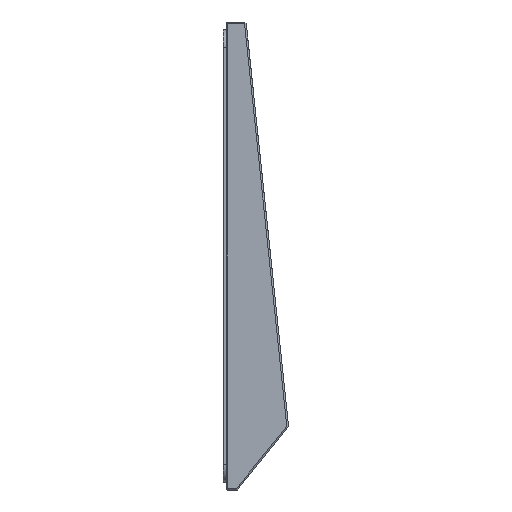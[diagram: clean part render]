
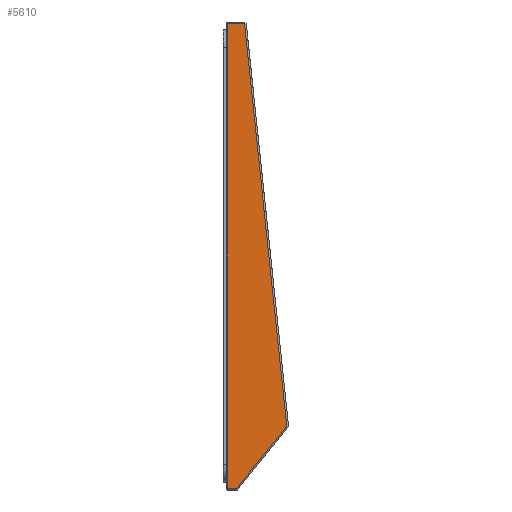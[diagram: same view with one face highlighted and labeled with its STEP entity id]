
A CAD part, left-side view. The second image highlights one B-rep face of the part: STEP entity #5610.
In plain terms, the highlighted planar face has unit normal (-1, 0, 0).
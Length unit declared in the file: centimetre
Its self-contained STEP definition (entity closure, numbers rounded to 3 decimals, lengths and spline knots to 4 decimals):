
#110 = EDGE_CURVE ( 'NONE', #2404, #6051, #5560, .T. ) ;
#168 = VECTOR ( 'NONE', #4461, 100. ) ;
#427 = CARTESIAN_POINT ( 'NONE',  ( 0., 0.0519, -11.464 ) ) ;
#811 = CARTESIAN_POINT ( 'NONE',  ( 0., 1.85, -13.22 ) ) ;
#1033 = VECTOR ( 'NONE', #5068, 100. ) ;
#1126 = CARTESIAN_POINT ( 'NONE',  ( 0., 1.85, 0. ) ) ;
#1271 = CARTESIAN_POINT ( 'NONE',  ( 0., 1.4738, -13.22 ) ) ;
#1274 = DIRECTION ( 'NONE',  ( 0., 0.105, 0.995 ) ) ;
#1293 = DIRECTION ( 'NONE',  ( 1., 0., 0. ) ) ;
#1601 = FACE_OUTER_BOUND ( 'NONE', #1875, .T. ) ;
#1751 = CARTESIAN_POINT ( 'NONE',  ( 0., 1.85, -0.05 ) ) ;
#1782 = DIRECTION ( 'NONE',  ( 0., 1., 0. ) ) ;
#1851 = VERTEX_POINT ( 'NONE', #427 ) ;
#1875 = EDGE_LOOP ( 'NONE', ( #2882, #3331, #6320, #5134, #3374 ) ) ;
#1983 = LINE ( 'NONE', #4000, #1033 ) ;
#2204 = LINE ( 'NONE', #1751, #5314 ) ;
#2351 = LINE ( 'NONE', #811, #168 ) ;
#2388 = CARTESIAN_POINT ( 'NONE',  ( 0., 1.74, -0.05 ) ) ;
#2404 = VERTEX_POINT ( 'NONE', #2388 ) ;
#2870 = VECTOR ( 'NONE', #2943, 100. ) ;
#2882 = ORIENTED_EDGE ( 'NONE', *, *, #3050, .T. ) ;
#2943 = DIRECTION ( 'NONE',  ( 0., 0., -1. ) ) ;
#3050 = EDGE_CURVE ( 'NONE', #3121, #2404, #2204, .T. ) ;
#3055 = VERTEX_POINT ( 'NONE', #1271 ) ;
#3121 = VERTEX_POINT ( 'NONE', #6461 ) ;
#3331 = ORIENTED_EDGE ( 'NONE', *, *, #110, .T. ) ;
#3341 = AXIS2_PLACEMENT_3D ( 'NONE', #1126, #1293, #6450 ) ;
#3374 = ORIENTED_EDGE ( 'NONE', *, *, #4091, .T. ) ;
#3430 = CARTESIAN_POINT ( 'NONE',  ( 0., 1.74, -13.22 ) ) ;
#3768 = CARTESIAN_POINT ( 'NONE',  ( 0., 1.2563, -0.0052 ) ) ;
#4000 = CARTESIAN_POINT ( 'NONE',  ( 0., 0.0389, -11.4479 ) ) ;
#4091 = EDGE_CURVE ( 'NONE', #1851, #3121, #5383, .T. ) ;
#4461 = DIRECTION ( 'NONE',  ( 0., -1., 0. ) ) ;
#4775 = CARTESIAN_POINT ( 'NONE',  ( 0., 1.74, -13.22 ) ) ;
#5031 = VECTOR ( 'NONE', #1274, 100. ) ;
#5068 = DIRECTION ( 'NONE',  ( 0., -0.629, 0.777 ) ) ;
#5134 = ORIENTED_EDGE ( 'NONE', *, *, #5473, .T. ) ;
#5314 = VECTOR ( 'NONE', #1782, 100. ) ;
#5383 = LINE ( 'NONE', #3768, #5031 ) ;
#5473 = EDGE_CURVE ( 'NONE', #3055, #1851, #1983, .T. ) ;
#5560 = LINE ( 'NONE', #3430, #2870 ) ;
#5610 = ADVANCED_FACE ( 'NONE', ( #1601 ), #5833, .F. ) ;
#5833 = PLANE ( 'NONE',  #3341 ) ;
#6051 = VERTEX_POINT ( 'NONE', #4775 ) ;
#6311 = EDGE_CURVE ( 'NONE', #6051, #3055, #2351, .T. ) ;
#6320 = ORIENTED_EDGE ( 'NONE', *, *, #6311, .T. ) ;
#6450 = DIRECTION ( 'NONE',  ( 0., 0., -1. ) ) ;
#6461 = CARTESIAN_POINT ( 'NONE',  ( 0., 1.2516, -0.05 ) ) ;
